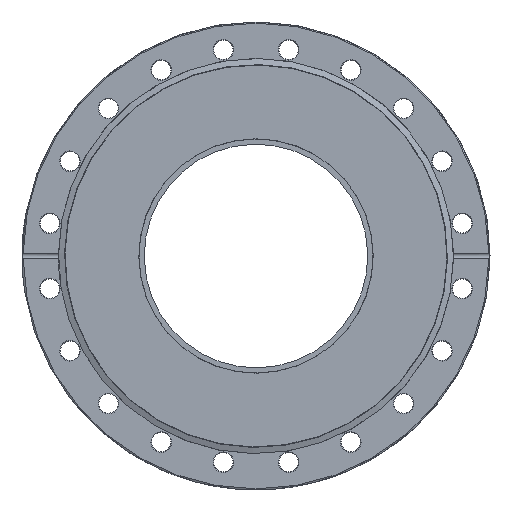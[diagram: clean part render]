
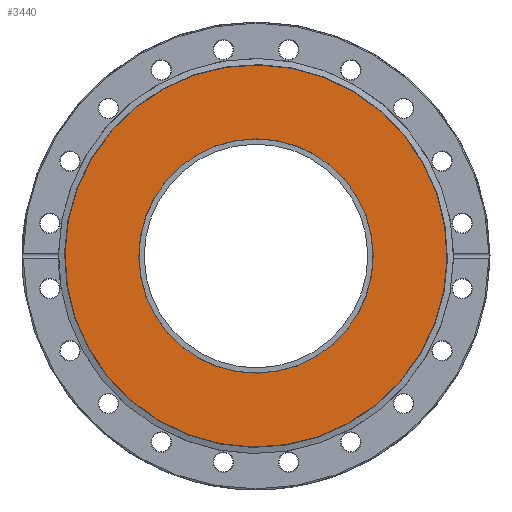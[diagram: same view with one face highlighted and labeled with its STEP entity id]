
A CAD part, front view. The second image highlights one B-rep face of the part: STEP entity #3440.
In plain terms, the highlighted face is planar.
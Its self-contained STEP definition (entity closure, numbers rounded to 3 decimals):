
#286=FACE_BOUND('',#791,.T.);
#328=PLANE('',#3813);
#550=FACE_OUTER_BOUND('',#790,.T.);
#790=EDGE_LOOP('',(#3120,#3121));
#791=EDGE_LOOP('',(#3122));
#1181=CIRCLE('',#3557,50.8);
#1323=CIRCLE('',#3811,82.864);
#1324=CIRCLE('',#3812,82.864);
#1369=VERTEX_POINT('',#4735);
#1664=VERTEX_POINT('',#18716);
#1665=VERTEX_POINT('',#18718);
#1706=EDGE_CURVE('',#1369,#1369,#1181,.T.);
#2157=EDGE_CURVE('',#1665,#1664,#1323,.T.);
#2158=EDGE_CURVE('',#1664,#1665,#1324,.T.);
#3120=ORIENTED_EDGE('',*,*,#2157,.T.);
#3121=ORIENTED_EDGE('',*,*,#2158,.T.);
#3122=ORIENTED_EDGE('',*,*,#1706,.T.);
#3440=ADVANCED_FACE('',(#550,#286),#328,.T.);
#3557=AXIS2_PLACEMENT_3D('',#4737,#3895,#3896);
#3811=AXIS2_PLACEMENT_3D('',#18719,#4569,#4570);
#3812=AXIS2_PLACEMENT_3D('',#18720,#4571,#4572);
#3813=AXIS2_PLACEMENT_3D('',#18721,#4573,#4574);
#3895=DIRECTION('center_axis',(0.,-1.,0.));
#3896=DIRECTION('ref_axis',(-0.988,0.,-0.156));
#4569=DIRECTION('center_axis',(0.,1.,0.));
#4570=DIRECTION('ref_axis',(1.,0.,0.));
#4571=DIRECTION('center_axis',(0.,1.,0.));
#4572=DIRECTION('ref_axis',(1.,0.,0.));
#4573=DIRECTION('center_axis',(0.,1.,0.));
#4574=DIRECTION('ref_axis',(0.,0.,1.));
#4735=CARTESIAN_POINT('',(50.175,21.23,7.947));
#4737=CARTESIAN_POINT('Origin',(0.,21.23,0.));
#18716=CARTESIAN_POINT('',(82.864,21.23,0.));
#18718=CARTESIAN_POINT('',(-82.864,21.23,0.));
#18719=CARTESIAN_POINT('Origin',(0.,21.23,0.));
#18720=CARTESIAN_POINT('Origin',(0.,21.23,0.));
#18721=CARTESIAN_POINT('Origin',(0.,21.23,0.));
